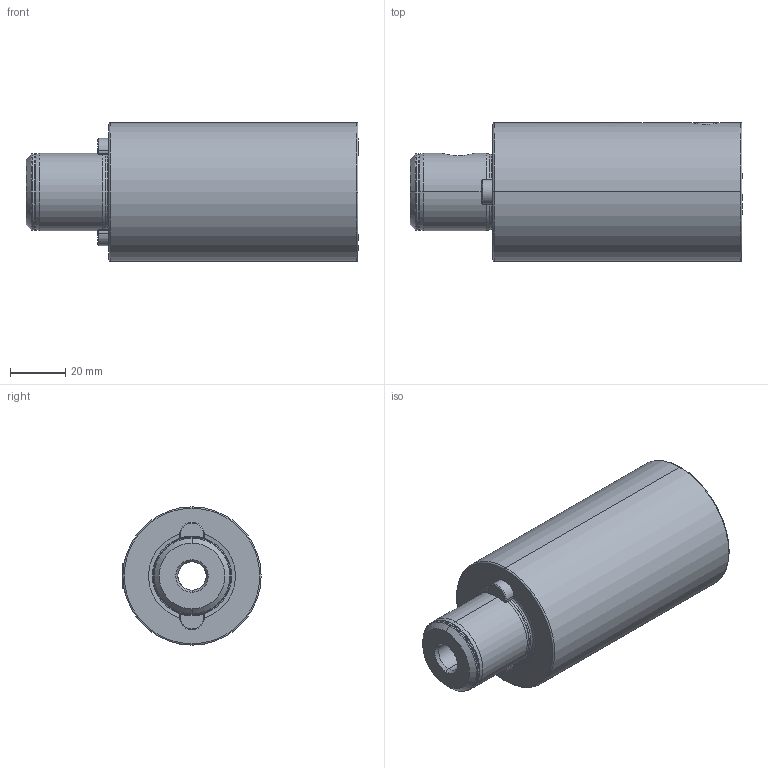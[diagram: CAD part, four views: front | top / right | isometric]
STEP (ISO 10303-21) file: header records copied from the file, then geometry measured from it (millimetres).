
FILE_DESCRIPTION (( 'STEP AP203' ), '1' );
FILE_NAME ('ST5-ST5.K01.090.STEP', '2016-02-12T10:48:19', ( 'SWIAdmin' ), ( 'Hewlett-Packard Company' ), 'SwSTEP 2.0', 'SolidWorks 2015', '' );
FILE_SCHEMA (( 'CONFIG_CONTROL_DESIGN' ));
Length unit declared in the file: millimetre
Products named in the file (4): ST5-ST5.K01.090_A; ST5-ST5.K01.090; ST5-ER1.001.012_A; ST5-ER2.001.010_A
Assembly tree (4 placements, depth 2):
  ST5-ST5.K01.090
    ST5-ST5.K01.090_A
    ST5-ER1.001.012_A
    ST5-ER2.001.010_A  x2
Bounding box: 120 x 50 x 50 mm (x, y, z)
Volume: 167146.1 mm3; surface area: 27680.3 mm2
Topology: 4 solids, 4 shells, 150 faces, 340 edges, 196 vertices
Faces by surface type: cone 50, cylinder 43, torus 27, plane 26, bspline 4
Entity records: 4716 total; most frequent: CARTESIAN_POINT 1381, DIRECTION 656, ORIENTED_EDGE 580, EDGE_CURVE 290, AXIS2_PLACEMENT_3D 275, VERTEX_POINT 170, CIRCLE 143, EDGE_LOOP 138
